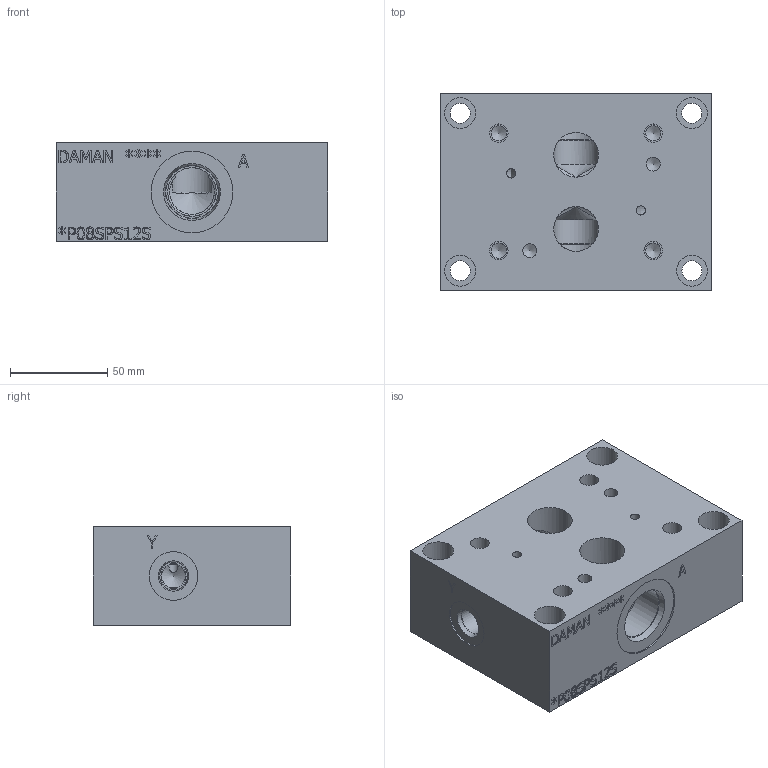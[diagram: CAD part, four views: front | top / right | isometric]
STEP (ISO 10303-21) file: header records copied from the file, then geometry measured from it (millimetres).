
FILE_DESCRIPTION(/* description */ (''),/* implementation_level */ '2;1');
FILE_NAME(/* name */ '_P08SPS12S.stp',/* time_stamp */ '2021-06-17T12:53:56-04:00',/* author */ ('anthonyv'),/* organization */ (''),/* preprocessor_version */ 'ST-DEVELOPER v18.1',/* originating_system */ 'Autodesk Inventor 2021',/* authorisation */ '');
FILE_SCHEMA (('AUTOMOTIVE_DESIGN { 1 0 10303 214 3 1 1 }'));
Length unit declared in the file: millimetre
Products named in the file (1): Part_AP08SPS12S_3D
Bounding box: 139.7 x 101.6 x 50.8 mm (x, y, z)
Volume: 622107.8 mm3; surface area: 74172.3 mm2
Topology: 1 solids, 1 shells, 484 faces, 1335 edges, 900 vertices
Faces by surface type: plane 285, bspline 129, cylinder 42, cone 28
Full cylindrical faces by diameter (mm): 4.775 x2, 7.137 x2, 7.925 x4, 9.525 x4, 10.312 x4, 12.294 x2, 12.9 x1, 12.903 x1, 14.275 x2, 14.529 x2, 15.875 x4, 23.012 x2, 24.917 x2, 25.019 x2, 26.99 x1, 27 x1, 27.432 x2, 42.037 x2
Entity records: 16770 total; most frequent: CARTESIAN_POINT 4763, ORIENTED_EDGE 2652, DIRECTION 1900, EDGE_CURVE 1326, VERTEX_POINT 900, LINE 888, VECTOR 888, EDGE_LOOP 556
